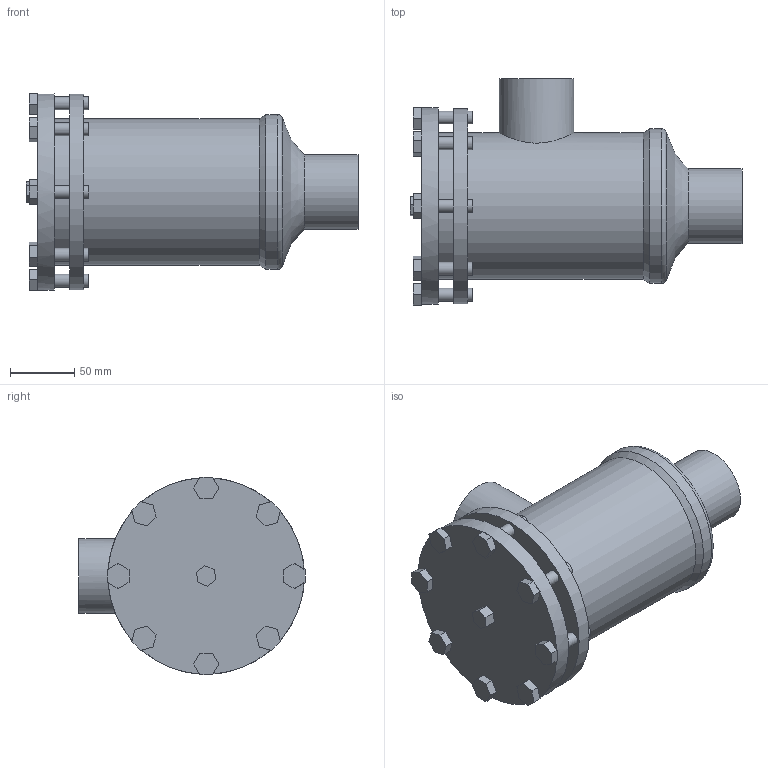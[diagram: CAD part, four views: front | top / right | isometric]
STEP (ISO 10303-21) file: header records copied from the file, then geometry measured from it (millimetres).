
FILE_DESCRIPTION(/* description */ (''),/* implementation_level */ '2;1');
FILE_NAME(/* name */ '023U7257R.stp',/* time_stamp */ '2022-08-09T13:38:18+03:00',/* author */ ('U403152'),/* organization */ (''),/* preprocessor_version */ 'ST-DEVELOPER v18.1',/* originating_system */ 'Autodesk Inventor 2020',/* authorisation */ '');
FILE_SCHEMA (('AUTOMOTIVE_DESIGN { 1 0 10303 214 3 1 1 }'));
Length unit declared in the file: micrometre
Products named in the file (1): ╕╔╘я╣¤┬╦═░DFS-481
7S-000
Bounding box: 258.5 x 176 x 154 mm (x, y, z)
Volume: 1939573.8 mm3; surface area: 193273.7 mm2
Topology: 1 solids, 1 shells, 120 faces, 336 edges, 235 vertices
Faces by surface type: plane 88, cylinder 28, cone 3, torus 1
Full cylindrical faces by diameter (mm): 10 x16, 49.2 x2, 54.2 x2, 58.2 x2, 114 x2, 120.39 x1, 152 x1, 153 x1
Entity records: 4145 total; most frequent: CARTESIAN_POINT 824, DIRECTION 698, ORIENTED_EDGE 672, EDGE_CURVE 336, AXIS2_PLACEMENT_3D 245, VERTEX_POINT 235, LINE 208, VECTOR 208
